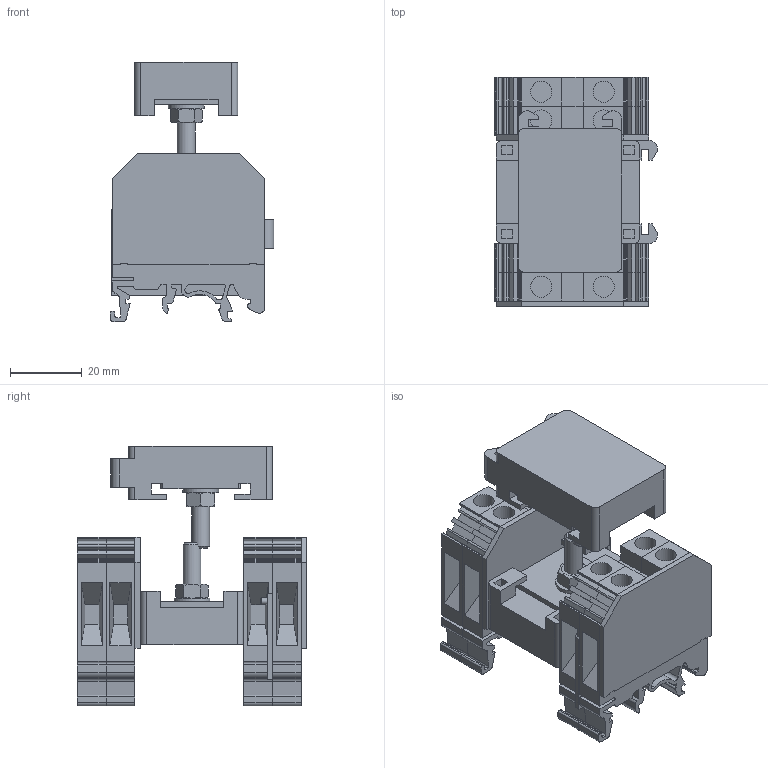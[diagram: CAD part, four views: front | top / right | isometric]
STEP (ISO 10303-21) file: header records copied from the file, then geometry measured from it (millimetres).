
FILE_DESCRIPTION( ( 'Unknown' ), '1' );
FILE_NAME( 'cdb6-2.stp', 'Unknown', ( 'Unknown' ), ( 'Unknown' ), 'PSStep 14.0', 'Unknown', ' ' );
FILE_SCHEMA( ( 'AUTOMOTIVE_DESIGN { 1 0 10303 214 1 1 1 1 }' ) );
Length unit declared in the file: millimetre
Products named in the file (4): Assem1; cts6u; BASE FOR CDB; EPCTS6U
Bounding box: 45.5 x 63.8 x 72.4 mm (x, y, z)
Volume: 90481.1 mm3; surface area: 50758.8 mm2
Topology: 10 solids, 10 shells, 1074 faces, 2994 edges, 1980 vertices
Faces by surface type: plane 759, cylinder 303, torus 10, cone 2
Full cylindrical faces by diameter (mm): 1.873 x6, 5 x2, 5.9 x10, 10 x2
Entity records: 11236 total; most frequent: CARTESIAN_POINT 1712, ORIENTED_EDGE 1518, DIRECTION 1470, EDGE_CURVE 759, LINE 600, VECTOR 600, VERTEX_POINT 509, AXIS2_PLACEMENT_3D 435
